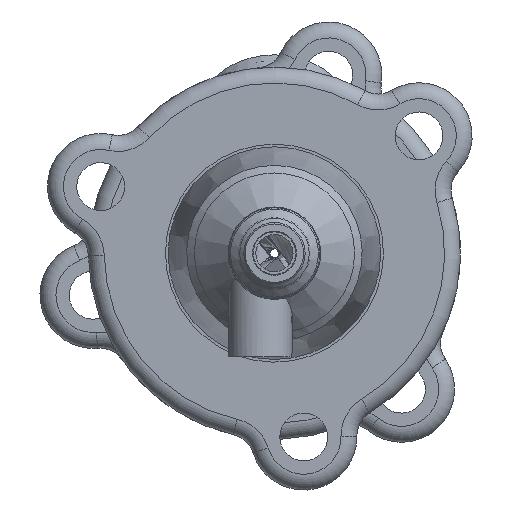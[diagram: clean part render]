
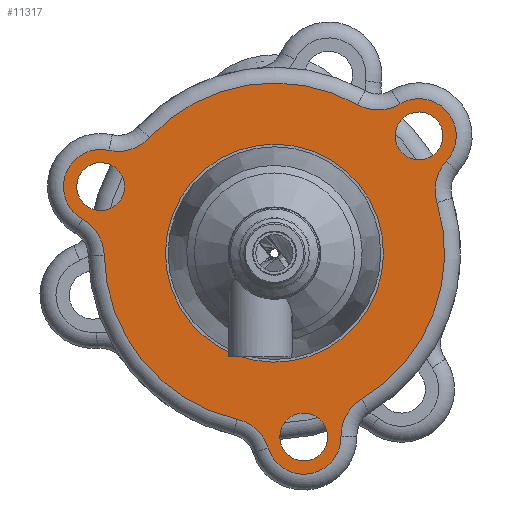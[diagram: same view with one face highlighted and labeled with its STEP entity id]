
A CAD part, left-side view. The second image highlights one B-rep face of the part: STEP entity #11317.
In plain terms, the highlighted face is planar.
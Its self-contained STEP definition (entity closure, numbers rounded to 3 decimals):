
#2455=FACE_BOUND('',#3970,.T.);
#2456=FACE_BOUND('',#3971,.T.);
#2457=FACE_BOUND('',#3972,.T.);
#2458=FACE_BOUND('',#3973,.T.);
#3072=FACE_OUTER_BOUND('',#3969,.T.);
#3969=EDGE_LOOP('',(#9876,#9877,#9878,#9879,#9880,#9881,#9882,#9883,#9884,
#9885,#9886,#9887));
#3970=EDGE_LOOP('',(#9888));
#3971=EDGE_LOOP('',(#9889));
#3972=EDGE_LOOP('',(#9890));
#3973=EDGE_LOOP('',(#9891));
#4698=CIRCLE('',#12368,8.);
#4703=CIRCLE('',#12374,32.);
#4706=CIRCLE('',#12378,8.);
#4709=CIRCLE('',#12382,7.);
#4712=CIRCLE('',#12386,8.);
#4715=CIRCLE('',#12390,32.);
#4718=CIRCLE('',#12394,8.);
#4721=CIRCLE('',#12398,7.);
#4724=CIRCLE('',#12402,8.);
#4727=CIRCLE('',#12406,32.);
#4730=CIRCLE('',#12410,8.);
#4732=CIRCLE('',#12413,7.);
#4739=CIRCLE('',#12427,20.5);
#4740=CIRCLE('',#12428,4.5);
#4741=CIRCLE('',#12429,4.5);
#4742=CIRCLE('',#12430,4.5);
#5728=VERTEX_POINT('',#43510);
#5729=VERTEX_POINT('',#43512);
#5731=VERTEX_POINT('',#43518);
#5733=VERTEX_POINT('',#43524);
#5735=VERTEX_POINT('',#43530);
#5737=VERTEX_POINT('',#43536);
#5739=VERTEX_POINT('',#43542);
#5741=VERTEX_POINT('',#43548);
#5743=VERTEX_POINT('',#43554);
#5745=VERTEX_POINT('',#43560);
#5747=VERTEX_POINT('',#43566);
#5749=VERTEX_POINT('',#43572);
#5758=VERTEX_POINT('',#43607);
#5759=VERTEX_POINT('',#43609);
#5760=VERTEX_POINT('',#43611);
#5761=VERTEX_POINT('',#43613);
#7136=EDGE_CURVE('',#5728,#5729,#4698,.T.);
#7141=EDGE_CURVE('',#5729,#5731,#4703,.T.);
#7144=EDGE_CURVE('',#5731,#5733,#4706,.T.);
#7147=EDGE_CURVE('',#5733,#5735,#4709,.T.);
#7150=EDGE_CURVE('',#5735,#5737,#4712,.T.);
#7153=EDGE_CURVE('',#5737,#5739,#4715,.T.);
#7156=EDGE_CURVE('',#5739,#5741,#4718,.T.);
#7159=EDGE_CURVE('',#5741,#5743,#4721,.T.);
#7162=EDGE_CURVE('',#5743,#5745,#4724,.T.);
#7165=EDGE_CURVE('',#5745,#5747,#4727,.T.);
#7168=EDGE_CURVE('',#5747,#5749,#4730,.T.);
#7170=EDGE_CURVE('',#5749,#5728,#4732,.T.);
#7184=EDGE_CURVE('',#5758,#5758,#4739,.T.);
#7185=EDGE_CURVE('',#5759,#5759,#4740,.T.);
#7186=EDGE_CURVE('',#5760,#5760,#4741,.T.);
#7187=EDGE_CURVE('',#5761,#5761,#4742,.T.);
#9876=ORIENTED_EDGE('',*,*,#7136,.F.);
#9877=ORIENTED_EDGE('',*,*,#7170,.F.);
#9878=ORIENTED_EDGE('',*,*,#7168,.F.);
#9879=ORIENTED_EDGE('',*,*,#7165,.F.);
#9880=ORIENTED_EDGE('',*,*,#7162,.F.);
#9881=ORIENTED_EDGE('',*,*,#7159,.F.);
#9882=ORIENTED_EDGE('',*,*,#7156,.F.);
#9883=ORIENTED_EDGE('',*,*,#7153,.F.);
#9884=ORIENTED_EDGE('',*,*,#7150,.F.);
#9885=ORIENTED_EDGE('',*,*,#7147,.F.);
#9886=ORIENTED_EDGE('',*,*,#7144,.F.);
#9887=ORIENTED_EDGE('',*,*,#7141,.F.);
#9888=ORIENTED_EDGE('',*,*,#7184,.T.);
#9889=ORIENTED_EDGE('',*,*,#7185,.T.);
#9890=ORIENTED_EDGE('',*,*,#7186,.T.);
#9891=ORIENTED_EDGE('',*,*,#7187,.T.);
#10722=PLANE('',#12426);
#11317=ADVANCED_FACE('',(#3072,#2455,#2456,#2457,#2458),#10722,.F.);
#12368=AXIS2_PLACEMENT_3D('',#43513,#14583,#14584);
#12374=AXIS2_PLACEMENT_3D('',#43522,#14595,#14596);
#12378=AXIS2_PLACEMENT_3D('',#43528,#14603,#14604);
#12382=AXIS2_PLACEMENT_3D('',#43534,#14611,#14612);
#12386=AXIS2_PLACEMENT_3D('',#43540,#14619,#14620);
#12390=AXIS2_PLACEMENT_3D('',#43546,#14627,#14628);
#12394=AXIS2_PLACEMENT_3D('',#43552,#14635,#14636);
#12398=AXIS2_PLACEMENT_3D('',#43558,#14643,#14644);
#12402=AXIS2_PLACEMENT_3D('',#43564,#14651,#14652);
#12406=AXIS2_PLACEMENT_3D('',#43570,#14659,#14660);
#12410=AXIS2_PLACEMENT_3D('',#43576,#14667,#14668);
#12413=AXIS2_PLACEMENT_3D('',#43579,#14673,#14674);
#12426=AXIS2_PLACEMENT_3D('',#43606,#14706,#14707);
#12427=AXIS2_PLACEMENT_3D('',#43608,#14708,#14709);
#12428=AXIS2_PLACEMENT_3D('',#43610,#14710,#14711);
#12429=AXIS2_PLACEMENT_3D('',#43612,#14712,#14713);
#12430=AXIS2_PLACEMENT_3D('',#43614,#14714,#14715);
#14583=DIRECTION('center_axis',(0.,-1.,0.));
#14584=DIRECTION('ref_axis',(0.371,0.,0.929));
#14595=DIRECTION('center_axis',(0.,1.,0.));
#14596=DIRECTION('ref_axis',(-0.5,0.,-0.866));
#14603=DIRECTION('center_axis',(0.,-1.,0.));
#14604=DIRECTION('ref_axis',(0.619,0.,0.786));
#14611=DIRECTION('center_axis',(0.,1.,0.));
#14612=DIRECTION('ref_axis',(-1.,0.,0.));
#14619=DIRECTION('center_axis',(0.,-1.,0.));
#14620=DIRECTION('ref_axis',(0.619,0.,-0.786));
#14627=DIRECTION('center_axis',(0.,1.,0.));
#14628=DIRECTION('ref_axis',(-0.5,0.,0.866));
#14635=DIRECTION('center_axis',(0.,-1.,0.));
#14636=DIRECTION('ref_axis',(0.371,0.,-0.929));
#14643=DIRECTION('center_axis',(0.,1.,0.));
#14644=DIRECTION('ref_axis',(0.5,0.,0.866));
#14651=DIRECTION('center_axis',(0.,-1.,0.));
#14652=DIRECTION('ref_axis',(-0.99,0.,-0.143));
#14659=DIRECTION('center_axis',(0.,1.,0.));
#14660=DIRECTION('ref_axis',(1.,0.,0.));
#14667=DIRECTION('center_axis',(0.,-1.,0.));
#14668=DIRECTION('ref_axis',(-0.99,0.,0.143));
#14673=DIRECTION('center_axis',(0.,1.,0.));
#14674=DIRECTION('ref_axis',(0.5,0.,-0.866));
#14706=DIRECTION('center_axis',(0.,1.,0.));
#14707=DIRECTION('ref_axis',(0.,0.,1.));
#14708=DIRECTION('center_axis',(0.,1.,0.));
#14709=DIRECTION('ref_axis',(1.,0.,0.));
#14710=DIRECTION('center_axis',(0.,1.,0.));
#14711=DIRECTION('ref_axis',(1.,0.,0.));
#14712=DIRECTION('center_axis',(0.,1.,0.));
#14713=DIRECTION('ref_axis',(-0.5,0.,-0.866));
#14714=DIRECTION('center_axis',(0.,1.,0.));
#14715=DIRECTION('ref_axis',(-0.5,0.,0.866));
#43510=CARTESIAN_POINT('',(12.,0.,-34.641));
#43512=CARTESIAN_POINT('',(4.571,0.,-31.672));
#43513=CARTESIAN_POINT('Origin',(5.714,0.,-39.59));
#43518=CARTESIAN_POINT('',(-29.714,0.,-11.877));
#43522=CARTESIAN_POINT('Origin',(0.,0.,0.));
#43524=CARTESIAN_POINT('',(-36.,0.,-6.928));
#43528=CARTESIAN_POINT('Origin',(-37.143,0.,-14.846));
#43530=CARTESIAN_POINT('',(-36.,0.,6.928));
#43534=CARTESIAN_POINT('Origin',(-35.,0.,0.));
#43536=CARTESIAN_POINT('',(-29.714,0.,11.877));
#43540=CARTESIAN_POINT('Origin',(-37.143,0.,14.846));
#43542=CARTESIAN_POINT('',(4.571,0.,31.672));
#43546=CARTESIAN_POINT('Origin',(0.,0.,0.));
#43548=CARTESIAN_POINT('',(12.,0.,34.641));
#43552=CARTESIAN_POINT('Origin',(5.714,0.,39.59));
#43554=CARTESIAN_POINT('',(24.,0.,27.713));
#43558=CARTESIAN_POINT('Origin',(17.5,0.,30.311));
#43560=CARTESIAN_POINT('',(25.143,0.,19.795));
#43564=CARTESIAN_POINT('Origin',(31.429,0.,24.744));
#43566=CARTESIAN_POINT('',(25.143,0.,-19.795));
#43570=CARTESIAN_POINT('Origin',(0.,0.,0.));
#43572=CARTESIAN_POINT('',(24.,0.,-27.713));
#43576=CARTESIAN_POINT('Origin',(31.429,0.,-24.744));
#43579=CARTESIAN_POINT('Origin',(17.5,0.,-30.311));
#43606=CARTESIAN_POINT('Origin',(0.,0.,0.));
#43607=CARTESIAN_POINT('',(-20.5,0.,0.));
#43608=CARTESIAN_POINT('Origin',(0.,0.,0.));
#43609=CARTESIAN_POINT('',(-30.5,0.,0.));
#43610=CARTESIAN_POINT('Origin',(-35.,0.,0.));
#43611=CARTESIAN_POINT('',(15.25,0.,26.414));
#43612=CARTESIAN_POINT('Origin',(17.5,0.,30.311));
#43613=CARTESIAN_POINT('',(15.25,0.,-26.414));
#43614=CARTESIAN_POINT('Origin',(17.5,0.,-30.311));
